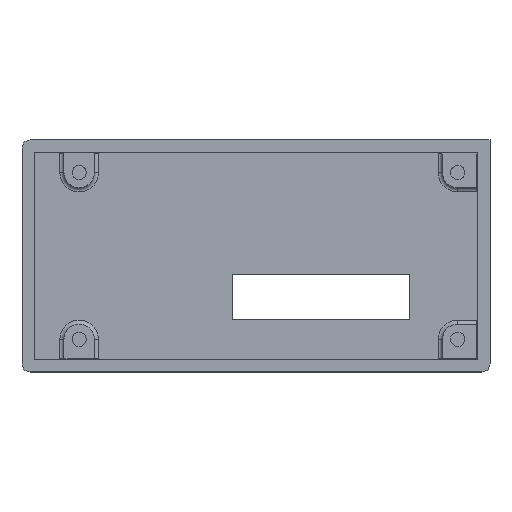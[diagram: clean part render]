
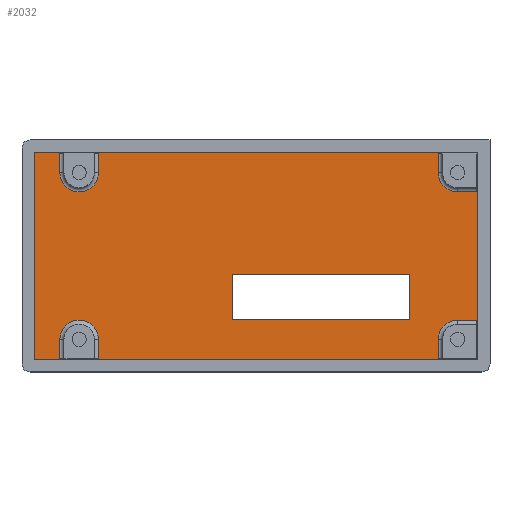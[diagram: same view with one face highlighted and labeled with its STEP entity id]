
A CAD part, top view. The second image highlights one B-rep face of the part: STEP entity #2032.
In plain terms, the highlighted planar face has unit normal (0, 0, 1).
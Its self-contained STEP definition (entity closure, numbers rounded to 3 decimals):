
#25=CIRCLE('',#2097,4.75);
#32=CIRCLE('',#2110,4.75);
#39=CIRCLE('',#2123,4.75);
#46=CIRCLE('',#2136,4.75);
#95=FACE_BOUND('',#314,.T.);
#96=FACE_BOUND('',#315,.T.);
#97=FACE_BOUND('',#316,.T.);
#98=FACE_BOUND('',#317,.T.);
#99=FACE_BOUND('',#318,.T.);
#182=FACE_OUTER_BOUND('',#313,.T.);
#313=EDGE_LOOP('',(#1655,#1656,#1657,#1658));
#314=EDGE_LOOP('',(#1659,#1660,#1661,#1662,#1663));
#315=EDGE_LOOP('',(#1664,#1665,#1666,#1667));
#316=EDGE_LOOP('',(#1668,#1669,#1670,#1671,#1672));
#317=EDGE_LOOP('',(#1673,#1674,#1675,#1676));
#318=EDGE_LOOP('',(#1677,#1678,#1679,#1680));
#401=LINE('',#2917,#637);
#403=LINE('',#2931,#639);
#411=LINE('',#2952,#647);
#413=LINE('',#2966,#649);
#421=LINE('',#2987,#657);
#423=LINE('',#3001,#659);
#431=LINE('',#3022,#667);
#433=LINE('',#3036,#669);
#442=LINE('',#3054,#678);
#444=LINE('',#3059,#680);
#447=LINE('',#3063,#683);
#449=LINE('',#3066,#685);
#451=LINE('',#3071,#687);
#454=LINE('',#3075,#690);
#483=LINE('',#3144,#719);
#486=LINE('',#3149,#722);
#545=LINE('',#3267,#781);
#546=LINE('',#3269,#782);
#547=LINE('',#3278,#783);
#548=LINE('',#3280,#784);
#549=LINE('',#3282,#785);
#550=LINE('',#3283,#786);
#637=VECTOR('',#2308,10.);
#639=VECTOR('',#2324,10.);
#647=VECTOR('',#2344,10.);
#649=VECTOR('',#2360,10.);
#657=VECTOR('',#2380,10.);
#659=VECTOR('',#2396,10.);
#667=VECTOR('',#2416,10.);
#669=VECTOR('',#2432,10.);
#678=VECTOR('',#2451,10.);
#680=VECTOR('',#2455,10.);
#683=VECTOR('',#2460,10.);
#685=VECTOR('',#2464,10.);
#687=VECTOR('',#2468,10.);
#690=VECTOR('',#2473,10.);
#719=VECTOR('',#2542,10.);
#722=VECTOR('',#2547,10.);
#781=VECTOR('',#2662,10.);
#782=VECTOR('',#2665,10.);
#783=VECTOR('',#2674,10.);
#784=VECTOR('',#2675,10.);
#785=VECTOR('',#2676,10.);
#786=VECTOR('',#2677,10.);
#872=VERTEX_POINT('',#2914);
#873=VERTEX_POINT('',#2916);
#876=VERTEX_POINT('',#2923);
#878=VERTEX_POINT('',#2929);
#884=VERTEX_POINT('',#2949);
#885=VERTEX_POINT('',#2951);
#888=VERTEX_POINT('',#2958);
#890=VERTEX_POINT('',#2964);
#896=VERTEX_POINT('',#2984);
#897=VERTEX_POINT('',#2986);
#900=VERTEX_POINT('',#2993);
#902=VERTEX_POINT('',#2999);
#908=VERTEX_POINT('',#3019);
#909=VERTEX_POINT('',#3021);
#912=VERTEX_POINT('',#3028);
#914=VERTEX_POINT('',#3034);
#920=VERTEX_POINT('',#3058);
#922=VERTEX_POINT('',#3070);
#941=VERTEX_POINT('',#3141);
#942=VERTEX_POINT('',#3143);
#943=VERTEX_POINT('',#3147);
#974=VERTEX_POINT('',#3265);
#977=VERTEX_POINT('',#3276);
#978=VERTEX_POINT('',#3277);
#979=VERTEX_POINT('',#3279);
#980=VERTEX_POINT('',#3281);
#1048=EDGE_CURVE('',#872,#873,#401,.T.);
#1052=EDGE_CURVE('',#876,#872,#25,.T.);
#1055=EDGE_CURVE('',#878,#876,#403,.T.);
#1065=EDGE_CURVE('',#884,#885,#411,.T.);
#1069=EDGE_CURVE('',#888,#884,#32,.T.);
#1072=EDGE_CURVE('',#890,#888,#413,.T.);
#1082=EDGE_CURVE('',#896,#897,#421,.T.);
#1086=EDGE_CURVE('',#900,#896,#39,.T.);
#1089=EDGE_CURVE('',#902,#900,#423,.T.);
#1099=EDGE_CURVE('',#908,#909,#431,.T.);
#1103=EDGE_CURVE('',#912,#908,#46,.T.);
#1106=EDGE_CURVE('',#914,#912,#433,.T.);
#1116=EDGE_CURVE('',#914,#909,#442,.T.);
#1118=EDGE_CURVE('',#920,#897,#444,.T.);
#1121=EDGE_CURVE('',#902,#920,#447,.T.);
#1123=EDGE_CURVE('',#885,#890,#449,.T.);
#1125=EDGE_CURVE('',#873,#922,#451,.T.);
#1128=EDGE_CURVE('',#922,#878,#454,.T.);
#1161=EDGE_CURVE('',#942,#941,#483,.T.);
#1164=EDGE_CURVE('',#941,#943,#486,.T.);
#1223=EDGE_CURVE('',#943,#974,#545,.T.);
#1224=EDGE_CURVE('',#974,#942,#546,.T.);
#1227=EDGE_CURVE('',#977,#978,#547,.F.);
#1228=EDGE_CURVE('',#977,#979,#548,.T.);
#1229=EDGE_CURVE('',#980,#979,#549,.F.);
#1230=EDGE_CURVE('',#978,#980,#550,.F.);
#1655=ORIENTED_EDGE('',*,*,#1227,.F.);
#1656=ORIENTED_EDGE('',*,*,#1228,.T.);
#1657=ORIENTED_EDGE('',*,*,#1229,.F.);
#1658=ORIENTED_EDGE('',*,*,#1230,.F.);
#1659=ORIENTED_EDGE('',*,*,#1128,.F.);
#1660=ORIENTED_EDGE('',*,*,#1125,.F.);
#1661=ORIENTED_EDGE('',*,*,#1048,.F.);
#1662=ORIENTED_EDGE('',*,*,#1052,.F.);
#1663=ORIENTED_EDGE('',*,*,#1055,.F.);
#1664=ORIENTED_EDGE('',*,*,#1123,.F.);
#1665=ORIENTED_EDGE('',*,*,#1065,.F.);
#1666=ORIENTED_EDGE('',*,*,#1069,.F.);
#1667=ORIENTED_EDGE('',*,*,#1072,.F.);
#1668=ORIENTED_EDGE('',*,*,#1121,.T.);
#1669=ORIENTED_EDGE('',*,*,#1118,.T.);
#1670=ORIENTED_EDGE('',*,*,#1082,.F.);
#1671=ORIENTED_EDGE('',*,*,#1086,.F.);
#1672=ORIENTED_EDGE('',*,*,#1089,.F.);
#1673=ORIENTED_EDGE('',*,*,#1116,.T.);
#1674=ORIENTED_EDGE('',*,*,#1099,.F.);
#1675=ORIENTED_EDGE('',*,*,#1103,.F.);
#1676=ORIENTED_EDGE('',*,*,#1106,.F.);
#1677=ORIENTED_EDGE('',*,*,#1164,.T.);
#1678=ORIENTED_EDGE('',*,*,#1223,.T.);
#1679=ORIENTED_EDGE('',*,*,#1224,.T.);
#1680=ORIENTED_EDGE('',*,*,#1161,.T.);
#1919=PLANE('',#2203);
#2032=ADVANCED_FACE('',(#182,#95,#96,#97,#98,#99),#1919,.F.);
#2097=AXIS2_PLACEMENT_3D('',#2925,#2316,#2317);
#2110=AXIS2_PLACEMENT_3D('',#2960,#2352,#2353);
#2123=AXIS2_PLACEMENT_3D('',#2995,#2388,#2389);
#2136=AXIS2_PLACEMENT_3D('',#3030,#2424,#2425);
#2203=AXIS2_PLACEMENT_3D('',#3275,#2672,#2673);
#2308=DIRECTION('',(1.,0.,0.));
#2316=DIRECTION('center_axis',(0.,0.,1.));
#2317=DIRECTION('ref_axis',(-0.707,-0.707,0.));
#2324=DIRECTION('',(0.,-1.,0.));
#2344=DIRECTION('',(0.,1.,0.));
#2352=DIRECTION('center_axis',(0.,0.,1.));
#2353=DIRECTION('ref_axis',(0.,-1.,0.));
#2360=DIRECTION('',(0.,-1.,0.));
#2380=DIRECTION('',(0.,-1.,0.));
#2388=DIRECTION('center_axis',(0.,0.,1.));
#2389=DIRECTION('ref_axis',(-0.707,0.707,0.));
#2396=DIRECTION('',(-1.,0.,0.));
#2416=DIRECTION('',(0.,-1.,0.));
#2424=DIRECTION('center_axis',(0.,0.,1.));
#2425=DIRECTION('ref_axis',(0.,1.,0.));
#2432=DIRECTION('',(0.,1.,0.));
#2451=DIRECTION('',(-1.,0.,0.));
#2455=DIRECTION('',(-1.,0.,0.));
#2460=DIRECTION('',(0.,-1.,0.));
#2464=DIRECTION('',(-1.,0.,0.));
#2468=DIRECTION('',(0.,1.,0.));
#2473=DIRECTION('',(-1.,0.,0.));
#2542=DIRECTION('',(1.,0.,0.));
#2547=DIRECTION('',(0.,-1.,0.));
#2662=DIRECTION('',(-1.,0.,0.));
#2665=DIRECTION('',(0.,1.,0.));
#2672=DIRECTION('center_axis',(0.,0.,-1.));
#2673=DIRECTION('ref_axis',(-1.,0.,0.));
#2674=DIRECTION('',(1.,0.,0.));
#2675=DIRECTION('',(0.,1.,0.));
#2676=DIRECTION('',(-1.,0.,0.));
#2677=DIRECTION('',(0.,-1.,0.));
#2914=CARTESIAN_POINT('',(218.08,206.12,16.452));
#2916=CARTESIAN_POINT('',(222.82,206.12,16.452));
#2917=CARTESIAN_POINT('',(193.3,206.12,16.452));
#2923=CARTESIAN_POINT('',(213.33,210.87,16.452));
#2925=CARTESIAN_POINT('Origin',(218.08,210.87,16.452));
#2929=CARTESIAN_POINT('',(213.33,215.67,16.452));
#2931=CARTESIAN_POINT('',(213.33,203.12,16.452));
#2949=CARTESIAN_POINT('',(129.83,210.87,16.452));
#2951=CARTESIAN_POINT('',(129.83,215.67,16.452));
#2952=CARTESIAN_POINT('',(129.83,200.62,16.452));
#2958=CARTESIAN_POINT('',(120.33,210.87,16.452));
#2960=CARTESIAN_POINT('Origin',(125.08,210.87,16.452));
#2964=CARTESIAN_POINT('',(120.33,215.67,16.452));
#2966=CARTESIAN_POINT('',(120.33,203.12,16.452));
#2984=CARTESIAN_POINT('',(213.33,169.87,16.452));
#2986=CARTESIAN_POINT('',(213.33,165.07,16.452));
#2987=CARTESIAN_POINT('',(213.33,180.12,16.452));
#2993=CARTESIAN_POINT('',(218.08,174.62,16.452));
#2995=CARTESIAN_POINT('Origin',(218.08,169.87,16.452));
#2999=CARTESIAN_POINT('',(222.82,174.62,16.452));
#3001=CARTESIAN_POINT('',(195.77,174.62,16.452));
#3019=CARTESIAN_POINT('',(120.33,169.87,16.452));
#3021=CARTESIAN_POINT('',(120.33,165.07,16.452));
#3022=CARTESIAN_POINT('',(120.33,180.12,16.452));
#3028=CARTESIAN_POINT('',(129.83,169.87,16.452));
#3030=CARTESIAN_POINT('Origin',(125.08,169.87,16.452));
#3034=CARTESIAN_POINT('',(129.83,165.07,16.452));
#3036=CARTESIAN_POINT('',(129.83,177.62,16.452));
#3054=CARTESIAN_POINT('',(128.83,165.07,16.452));
#3058=CARTESIAN_POINT('',(222.82,165.07,16.452));
#3059=CARTESIAN_POINT('',(222.82,165.07,16.452));
#3063=CARTESIAN_POINT('',(222.82,173.62,16.452));
#3066=CARTESIAN_POINT('',(128.83,215.67,16.452));
#3070=CARTESIAN_POINT('',(222.82,215.67,16.452));
#3071=CARTESIAN_POINT('',(222.82,207.12,16.452));
#3075=CARTESIAN_POINT('',(222.82,215.67,16.452));
#3141=CARTESIAN_POINT('',(206.312,185.765,16.452));
#3143=CARTESIAN_POINT('',(162.748,185.765,16.452));
#3144=CARTESIAN_POINT('',(187.416,185.765,16.452));
#3147=CARTESIAN_POINT('',(206.312,174.707,16.452));
#3149=CARTESIAN_POINT('',(206.312,182.538,16.452));
#3265=CARTESIAN_POINT('',(162.748,174.707,16.452));
#3267=CARTESIAN_POINT('',(165.634,174.707,16.452));
#3269=CARTESIAN_POINT('',(162.748,188.067,16.452));
#3275=CARTESIAN_POINT('Origin',(168.52,190.37,16.452));
#3276=CARTESIAN_POINT('',(223.02,164.87,16.452));
#3277=CARTESIAN_POINT('',(114.02,164.87,16.452));
#3278=CARTESIAN_POINT('',(197.27,164.87,16.452));
#3279=CARTESIAN_POINT('',(223.02,215.87,16.452));
#3280=CARTESIAN_POINT('',(223.02,165.07,16.452));
#3281=CARTESIAN_POINT('',(114.02,215.87,16.452));
#3282=CARTESIAN_POINT('',(139.77,215.87,16.452));
#3283=CARTESIAN_POINT('',(114.02,176.12,16.452));
